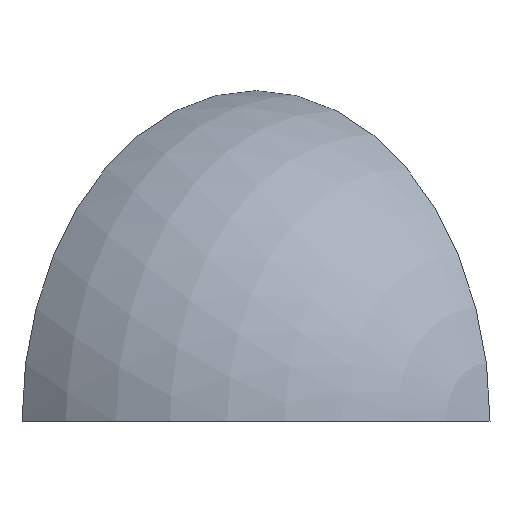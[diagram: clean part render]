
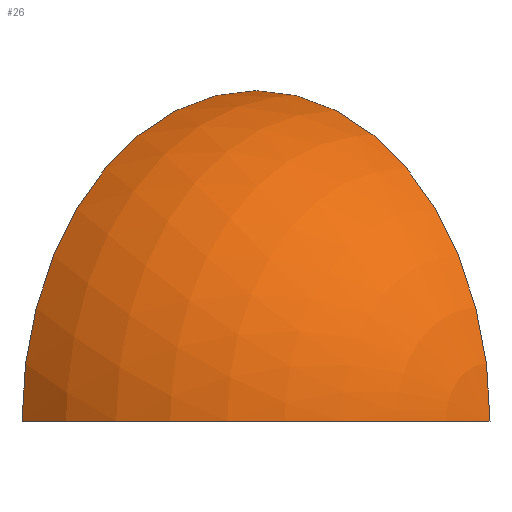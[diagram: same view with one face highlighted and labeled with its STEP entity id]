
A CAD part, top view. The second image highlights one B-rep face of the part: STEP entity #26.
In plain terms, the highlighted spherical face has radius 52.07 mm.
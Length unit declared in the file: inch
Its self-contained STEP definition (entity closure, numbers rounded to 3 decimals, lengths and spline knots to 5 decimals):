
#3 = ORIENTED_EDGE ( 'NONE', *, *, #66, .T. ) ;
#4 = DIRECTION ( 'NONE',  ( 0.707, 0., -0.707 ) ) ;
#6 = CARTESIAN_POINT ( 'NONE',  ( 0., -1.41421, -1.41421 ) ) ;
#7 = AXIS2_PLACEMENT_3D ( 'NONE', #127, #80, #143 ) ;
#12 = EDGE_CURVE ( 'NONE', #129, #106, #75, .T. ) ;
#18 = ORIENTED_EDGE ( 'NONE', *, *, #116, .F. ) ;
#26 = ADVANCED_FACE ( 'NONE', ( #85 ), #197, .T. ) ;
#37 = DIRECTION ( 'NONE',  ( 0., 0., 1. ) ) ;
#54 = DIRECTION ( 'NONE',  ( 0.707, 0., 0.707 ) ) ;
#63 = AXIS2_PLACEMENT_3D ( 'NONE', #101, #148, #105 ) ;
#66 = EDGE_CURVE ( 'NONE', #114, #129, #151, .T. ) ;
#67 = ORIENTED_EDGE ( 'NONE', *, *, #12, .T. ) ;
#75 = CIRCLE ( 'NONE', #192, 2.05 ) ;
#80 = DIRECTION ( 'NONE',  ( 0.707, 0., 0.707 ) ) ;
#85 = FACE_OUTER_BOUND ( 'NONE', #102, .T. ) ;
#101 = CARTESIAN_POINT ( 'NONE',  ( 0., -1.41421, -1.41421 ) ) ;
#102 = EDGE_LOOP ( 'NONE', ( #18, #3, #67 ) ) ;
#105 = DIRECTION ( 'NONE',  ( -0.707, 0., 0.707 ) ) ;
#106 = VERTEX_POINT ( 'NONE', #122 ) ;
#112 = DIRECTION ( 'NONE',  ( 0., 1., 0. ) ) ;
#114 = VERTEX_POINT ( 'NONE', #132 ) ;
#116 = EDGE_CURVE ( 'NONE', #114, #106, #182, .T. ) ;
#122 = CARTESIAN_POINT ( 'NONE',  ( 1.44957, -1.41421, 0.03536 ) ) ;
#127 = CARTESIAN_POINT ( 'NONE',  ( 0., -1.41421, -1.41421 ) ) ;
#129 = VERTEX_POINT ( 'NONE', #167 ) ;
#132 = CARTESIAN_POINT ( 'NONE',  ( 0., 0.63579, -1.41421 ) ) ;
#143 = DIRECTION ( 'NONE',  ( -0.707, 0., 0.707 ) ) ;
#146 = CARTESIAN_POINT ( 'NONE',  ( 0., -1.41421, -1.41421 ) ) ;
#148 = DIRECTION ( 'NONE',  ( 0.707, 0., 0.707 ) ) ;
#151 = CIRCLE ( 'NONE', #63, 2.05 ) ;
#155 = AXIS2_PLACEMENT_3D ( 'NONE', #6, #4, #54 ) ;
#167 = CARTESIAN_POINT ( 'NONE',  ( -1.44957, -1.41421, 0.03536 ) ) ;
#182 = CIRCLE ( 'NONE', #155, 2.05 ) ;
#192 = AXIS2_PLACEMENT_3D ( 'NONE', #146, #112, #37 ) ;
#197 = SPHERICAL_SURFACE ( 'NONE', #7, 2.05 ) ;
